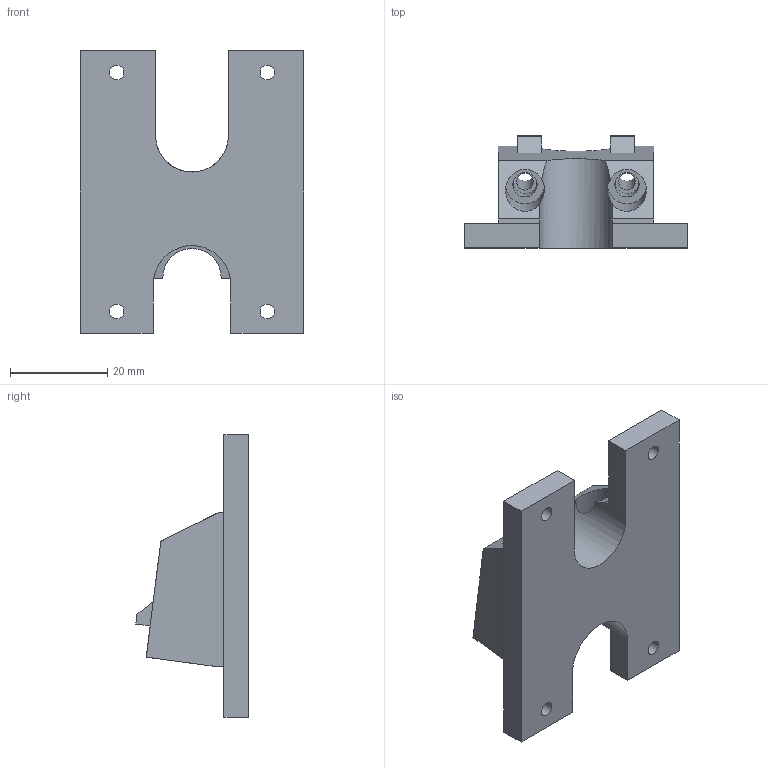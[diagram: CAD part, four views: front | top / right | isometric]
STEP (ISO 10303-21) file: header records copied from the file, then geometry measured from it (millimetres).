
FILE_DESCRIPTION(/* description */ (''),/* implementation_level */ '2;1');
FILE_NAME(/* name */ '1-Mosquito & E3Dv6 Mount V7 v1.step',/* time_stamp */ '2019-09-14T12:45:02-04:00',/* author */ (''),/* organization */ (''),/* preprocessor_version */ 'ST-DEVELOPER v18',/* originating_system */ 'Autodesk Translation Framework v8.6.0.1094',/* authorisation */ '');
FILE_SCHEMA (('AUTOMOTIVE_DESIGN { 1 0 10303 214 3 1 1 }'));
Length unit declared in the file: millimetre
Products named in the file (1): 1-Mosquito & E3Dv6 Mount V7
Bounding box: 46 x 23.16 x 58.2 mm (x, y, z)
Volume: 19427.9 mm3; surface area: 8529.8 mm2
Topology: 1 solids, 1 shells, 64 faces, 186 edges, 132 vertices
Faces by surface type: plane 44, cylinder 20
Full cylindrical faces by diameter (mm): 3 x4, 3.5 x2, 5 x2, 6 x4, 8 x2
Entity records: 2271 total; most frequent: CARTESIAN_POINT 436, DIRECTION 382, ORIENTED_EDGE 372, EDGE_CURVE 186, AXIS2_PLACEMENT_3D 139, VERTEX_POINT 132, LINE 104, VECTOR 104
